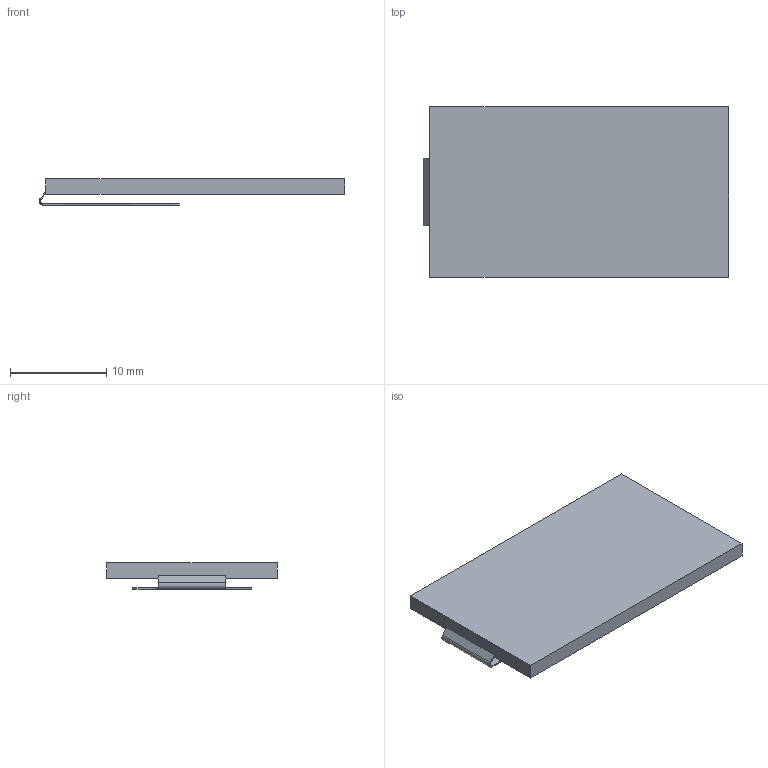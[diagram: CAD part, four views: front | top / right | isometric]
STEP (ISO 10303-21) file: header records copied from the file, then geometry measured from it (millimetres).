
FILE_DESCRIPTION(('FreeCAD Model'),'2;1');
FILE_NAME('Open CASCADE Shape Model','2021-07-24T18:33:51',( 'kicad StepUp'),('ksu MCAD'),'Open CASCADE STEP processor 7.4', 'FreeCAD','Unknown');
FILE_SCHEMA(('AUTOMOTIVE_DESIGN { 1 0 10303 214 1 1 1 1 }'));
Length unit declared in the file: millimetre
Products named in the file (1): Fusion
Bounding box: 31.68 x 17.7 x 2.73 mm (x, y, z)
Volume: 899.4 mm3; surface area: 1588.5 mm2
Topology: 1 solids, 1 shells, 31 faces, 76 edges, 48 vertices
Faces by surface type: plane 23, cylinder 6, bspline 2
Entity records: 944 total; most frequent: CARTESIAN_POINT 194, ORIENTED_EDGE 152, DIRECTION 144, EDGE_CURVE 76, LINE 60, VECTOR 60, VERTEX_POINT 48, AXIS2_PLACEMENT_3D 42
